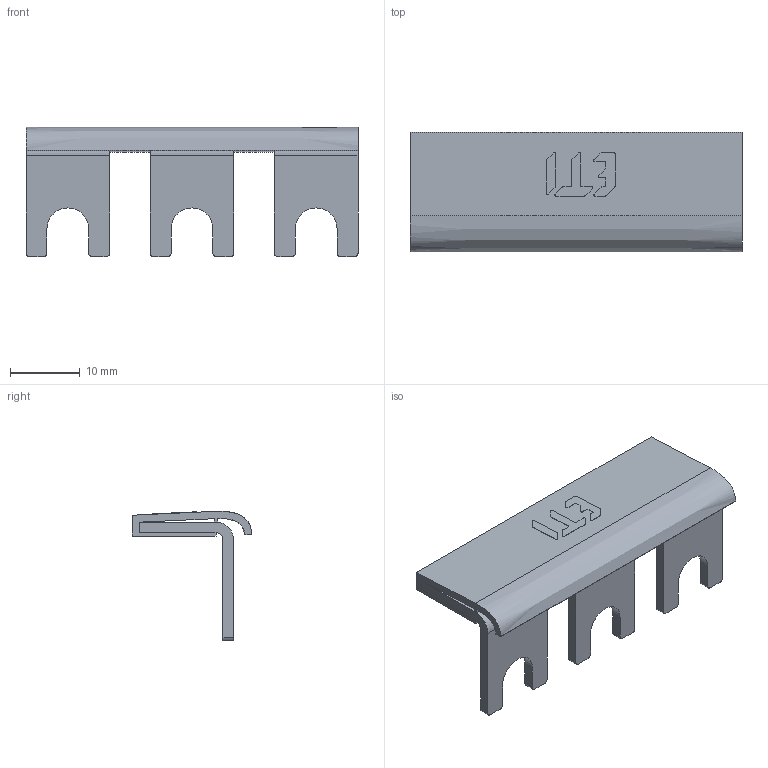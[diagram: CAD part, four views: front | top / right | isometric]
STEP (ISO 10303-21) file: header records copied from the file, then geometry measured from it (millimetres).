
FILE_DESCRIPTION((''),'2;1');
FILE_NAME('IZ16_1F_3_ETITEC_ASM','2021-02-02T',('marketing.praksa'),('Audax d.o.o.'),'CREO PARAMETRIC BY PTC INC, 2017480','CREO PARAMETRIC BY PTC INC, 2017480','');
FILE_SCHEMA(('AUTOMOTIVE_DESIGN { 1 0 10303 214 1 1 1 1 }'));
Products named in the file (12): PRT0064_1_1_1_2; 6P_PLASTIC_1_1_2; 4P_COPPER_ASM_1_1_ASM; TMP_DWG_65_1_1_1_1_1_2; TMP_DWG_65_1_2_1_1_1_2; TMP_DWG_65_1_3_1_1_1_2; CRM-82TO_ASM_1_ASM_1_1_2_ASM; LOGO_X-9_87_Y-6_07_ASM_1_ASM__2_ASM; IZ16_1F_2_ETITEC_ASM_1_ASM_1__2_ASM; ASM0003_ASM_1_1_2_ASM; ASM0006_ASM; IZ16_1F_3_ETITEC_ASM
Assembly tree (11 placements, depth 7):
  IZ16_1F_3_ETITEC_ASM
    4P_COPPER_ASM_1_1_ASM
      PRT0064_1_1_1_2
      6P_PLASTIC_1_1_2
    ASM0006_ASM
      ASM0003_ASM_1_1_2_ASM
        IZ16_1F_2_ETITEC_ASM_1_ASM_1__2_ASM
          LOGO_X-9_87_Y-6_07_ASM_1_ASM__2_ASM
            CRM-82TO_ASM_1_ASM_1_1_2_ASM
              TMP_DWG_65_1_1_1_1_1_2
              TMP_DWG_65_1_2_1_1_1_2
              TMP_DWG_65_1_3_1_1_1_2
Bounding box: 47.6 x 17.12 x 18.57 mm (x, y, z)
Volume: 2820.6 mm3; surface area: 5667.4 mm2
Topology: 5 solids, 5 shells, 120 faces, 328 edges, 218 vertices
Faces by surface type: plane 73, cylinder 45, extrusion 2
Entity records: 6198 total; most frequent: CARTESIAN_POINT 763, DIRECTION 721, ORIENTED_EDGE 656, PRESENTATION_STYLE_ASSIGNMENT 387, STYLED_ITEM 387, CURVE_STYLE 328, EDGE_CURVE 328, AXIS2_PLACEMENT_3D 246
